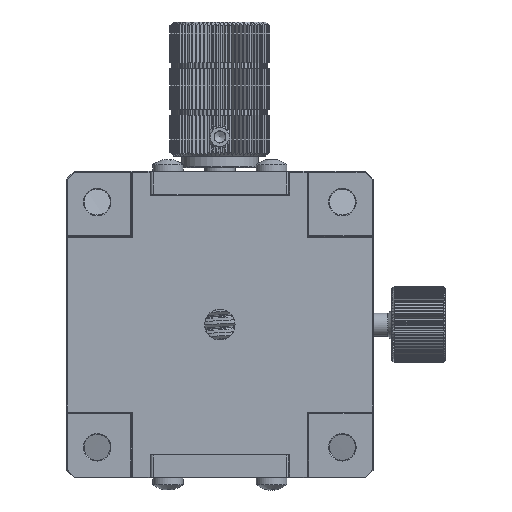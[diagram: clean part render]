
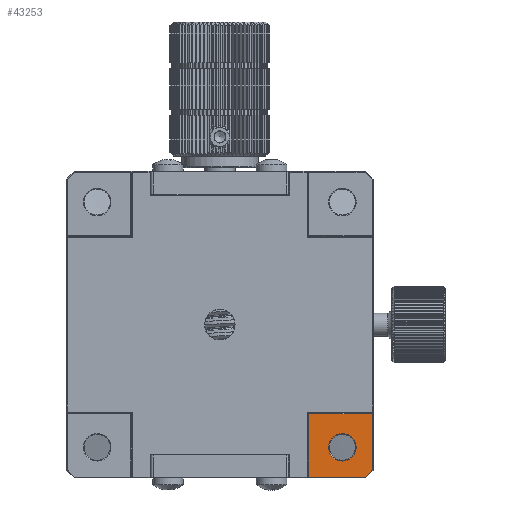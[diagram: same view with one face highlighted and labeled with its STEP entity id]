
A CAD part, front view. The second image highlights one B-rep face of the part: STEP entity #43253.
In plain terms, the highlighted planar face has unit normal (0, -1, 0).
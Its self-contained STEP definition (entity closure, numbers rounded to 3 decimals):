
#2013 = VECTOR ( 'NONE', #4442, 1000. ) ;
#4442 = DIRECTION ( 'NONE',  ( 0.707, 0., 0.707 ) ) ;
#5465 = CARTESIAN_POINT ( 'NONE',  ( 60.118, 31.604, 28.733 ) ) ;
#6423 = EDGE_CURVE ( 'NONE', #57080, #45076, #53389, .T. ) ;
#7511 = VECTOR ( 'NONE', #72609, 1000. ) ;
#8890 = CARTESIAN_POINT ( 'NONE',  ( 60.118, 31.604, 21.374 ) ) ;
#10133 = EDGE_CURVE ( 'NONE', #44229, #37171, #12379, .T. ) ;
#10207 = EDGE_CURVE ( 'NONE', #76818, #44229, #47976, .T. ) ;
#12379 = LINE ( 'NONE', #60103, #57920 ) ;
#13919 = ORIENTED_EDGE ( 'NONE', *, *, #37665, .T. ) ;
#16107 = DIRECTION ( 'NONE',  ( 0., -1., 0. ) ) ;
#17774 = VECTOR ( 'NONE', #72995, 1000. ) ;
#19341 = EDGE_LOOP ( 'NONE', ( #67103, #19795, #42431, #22974, #13919 ) ) ;
#19795 = ORIENTED_EDGE ( 'NONE', *, *, #78018, .F. ) ;
#20632 = DIRECTION ( 'NONE',  ( 1., 0., 0. ) ) ;
#22185 = FACE_OUTER_BOUND ( 'NONE', #19341, .T. ) ;
#22974 = ORIENTED_EDGE ( 'NONE', *, *, #10133, .T. ) ;
#23975 = ORIENTED_EDGE ( 'NONE', *, *, #40558, .T. ) ;
#28704 = CARTESIAN_POINT ( 'NONE',  ( 59.176, 31.604, 20.433 ) ) ;
#32537 = CIRCLE ( 'NONE', #57077, 1.8 ) ;
#37171 = VERTEX_POINT ( 'NONE', #74398 ) ;
#37665 = EDGE_CURVE ( 'NONE', #37171, #57080, #53231, .T. ) ;
#38806 = CARTESIAN_POINT ( 'NONE',  ( 56.218, 31.604, 24.333 ) ) ;
#40558 = EDGE_CURVE ( 'NONE', #46752, #46752, #32537, .T. ) ;
#40769 = DIRECTION ( 'NONE',  ( 1., 0., 0. ) ) ;
#42282 = CARTESIAN_POINT ( 'NONE',  ( 20.218, 31.604, 28.733 ) ) ;
#42431 = ORIENTED_EDGE ( 'NONE', *, *, #10207, .T. ) ;
#43253 = ADVANCED_FACE ( 'NONE', ( #71494, #22185 ), #46853, .T. ) ;
#44229 = VERTEX_POINT ( 'NONE', #44478 ) ;
#44478 = CARTESIAN_POINT ( 'NONE',  ( 51.818, 31.604, 28.733 ) ) ;
#45076 = VERTEX_POINT ( 'NONE', #8890 ) ;
#46068 = CARTESIAN_POINT ( 'NONE',  ( 20.218, 31.604, 20.333 ) ) ;
#46752 = VERTEX_POINT ( 'NONE', #65736 ) ;
#46853 = PLANE ( 'NONE',  #72640 ) ;
#47051 = DIRECTION ( 'NONE',  ( 0., 0., -1. ) ) ;
#47161 = CARTESIAN_POINT ( 'NONE',  ( 20.218, 31.604, 20.433 ) ) ;
#47455 = LINE ( 'NONE', #64815, #66752 ) ;
#47976 = LINE ( 'NONE', #42282, #7511 ) ;
#53231 = LINE ( 'NONE', #47161, #17774 ) ;
#53389 = LINE ( 'NONE', #28704, #2013 ) ;
#55925 = CARTESIAN_POINT ( 'NONE',  ( 59.176, 31.604, 20.433 ) ) ;
#56067 = EDGE_LOOP ( 'NONE', ( #23975 ) ) ;
#57077 = AXIS2_PLACEMENT_3D ( 'NONE', #38806, #64667, #20632 ) ;
#57080 = VERTEX_POINT ( 'NONE', #55925 ) ;
#57920 = VECTOR ( 'NONE', #61696, 1000. ) ;
#60103 = CARTESIAN_POINT ( 'NONE',  ( 51.818, 31.604, 20.333 ) ) ;
#61696 = DIRECTION ( 'NONE',  ( 0., 0., -1. ) ) ;
#64667 = DIRECTION ( 'NONE',  ( 0., 1., 0. ) ) ;
#64815 = CARTESIAN_POINT ( 'NONE',  ( 60.118, 31.604, 40.333 ) ) ;
#65736 = CARTESIAN_POINT ( 'NONE',  ( 58.018, 31.604, 24.333 ) ) ;
#66752 = VECTOR ( 'NONE', #47051, 1000. ) ;
#67103 = ORIENTED_EDGE ( 'NONE', *, *, #6423, .T. ) ;
#71494 = FACE_BOUND ( 'NONE', #56067, .T. ) ;
#72609 = DIRECTION ( 'NONE',  ( -1., 0., 0. ) ) ;
#72640 = AXIS2_PLACEMENT_3D ( 'NONE', #46068, #16107, #40769 ) ;
#72995 = DIRECTION ( 'NONE',  ( 1., 0., 0. ) ) ;
#74398 = CARTESIAN_POINT ( 'NONE',  ( 51.818, 31.604, 20.433 ) ) ;
#76818 = VERTEX_POINT ( 'NONE', #5465 ) ;
#78018 = EDGE_CURVE ( 'NONE', #76818, #45076, #47455, .T. ) ;
